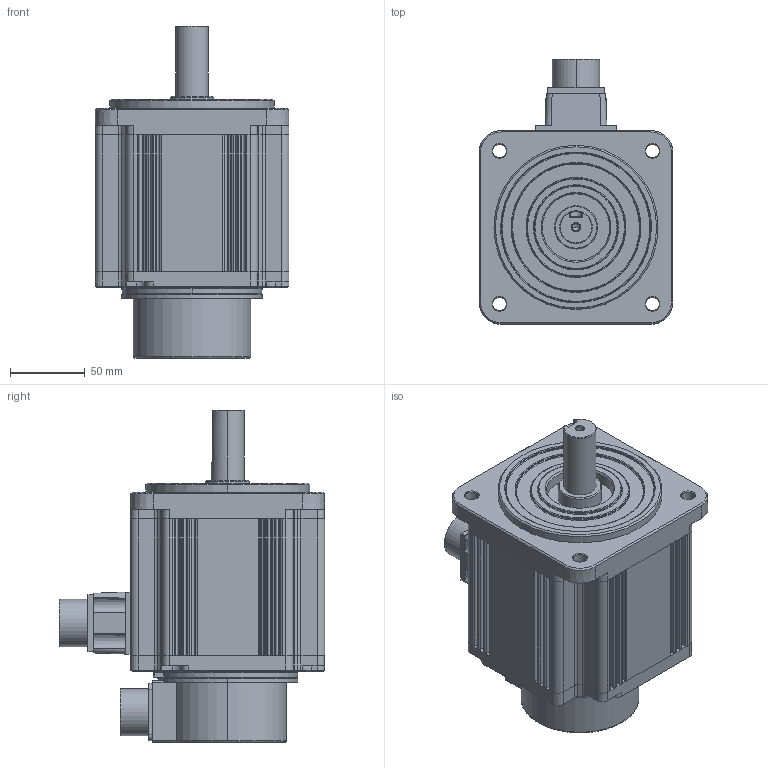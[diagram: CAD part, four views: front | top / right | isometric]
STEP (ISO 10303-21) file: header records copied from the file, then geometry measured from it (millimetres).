
FILE_DESCRIPTION (( 'STEP AP214' ), '1' );
FILE_NAME ('ECMA-EX1315ES 215N.STEP', '2020-06-09T17:07:37', ( '' ), ( '' ), 'SwSTEP 2.0', 'SolidWorks 2017', '' );
FILE_SCHEMA (( 'AUTOMOTIVE_DESIGN' ));
Length unit declared in the file: inch
Products named in the file (1): ECMA-EX1315ES 215N
Bounding box: 130 x 177.75 x 222.5 mm (x, y, z)
Volume: 2188200.3 mm3; surface area: 141628.5 mm2
Topology: 1 solids, 1 shells, 561 faces, 1390 edges, 838 vertices
Faces by surface type: plane 270, cylinder 150, cone 106, bspline 35
Entity records: 18791 total; most frequent: CARTESIAN_POINT 5542, DIRECTION 2808, ORIENTED_EDGE 2764, EDGE_CURVE 1382, AXIS2_PLACEMENT_3D 1001, VERTEX_POINT 838, VECTOR 806, LINE 806
